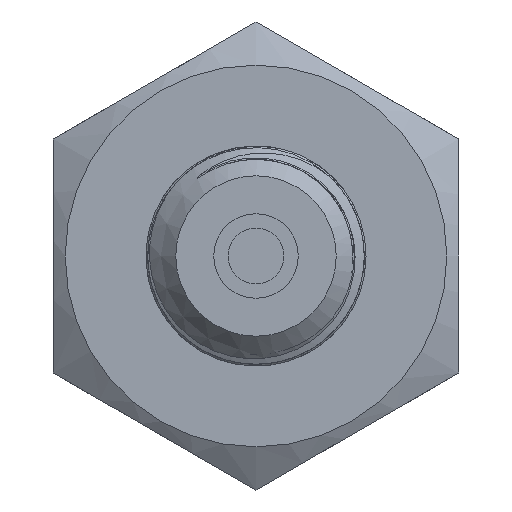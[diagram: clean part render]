
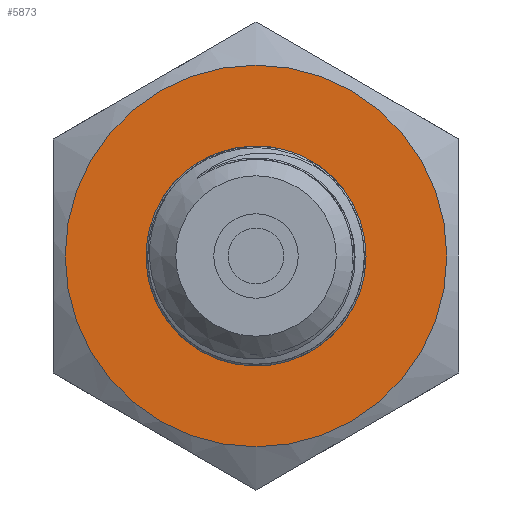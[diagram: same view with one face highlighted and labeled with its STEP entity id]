
A CAD part, left-side view. The second image highlights one B-rep face of the part: STEP entity #5873.
In plain terms, the highlighted planar face has unit normal (-1, 0, 0).
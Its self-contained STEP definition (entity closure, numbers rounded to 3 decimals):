
#334=FACE_BOUND('',#1048,.T.);
#368=PLANE('',#6129);
#691=FACE_OUTER_BOUND('',#1047,.T.);
#1047=EDGE_LOOP('',(#5424));
#1048=EDGE_LOOP('',(#5425));
#1173=CIRCLE('',#6093,11.3);
#1188=CIRCLE('',#6127,6.5);
#2814=VERTEX_POINT('',#14183);
#2841=VERTEX_POINT('',#18107);
#3658=EDGE_CURVE('',#2814,#2814,#1173,.T.);
#3706=EDGE_CURVE('',#2841,#2841,#1188,.T.);
#5424=ORIENTED_EDGE('',*,*,#3658,.T.);
#5425=ORIENTED_EDGE('',*,*,#3706,.T.);
#5873=ADVANCED_FACE('',(#691,#334),#368,.T.);
#6093=AXIS2_PLACEMENT_3D('',#14185,#6860,#6861);
#6127=AXIS2_PLACEMENT_3D('',#18108,#6939,#6940);
#6129=AXIS2_PLACEMENT_3D('',#18110,#6943,#6944);
#6860=DIRECTION('center_axis',(-1.,0.,0.));
#6861=DIRECTION('ref_axis',(0.,1.,0.));
#6939=DIRECTION('center_axis',(1.,0.,0.));
#6940=DIRECTION('ref_axis',(0.,0.,-1.));
#6943=DIRECTION('center_axis',(-1.,0.,0.));
#6944=DIRECTION('ref_axis',(0.,0.,1.));
#14183=CARTESIAN_POINT('',(15.,-11.3,0.));
#14185=CARTESIAN_POINT('Origin',(15.,0.,0.));
#18107=CARTESIAN_POINT('',(15.,0.,6.5));
#18108=CARTESIAN_POINT('Origin',(15.,0.,0.));
#18110=CARTESIAN_POINT('Origin',(15.,12.,0.));
